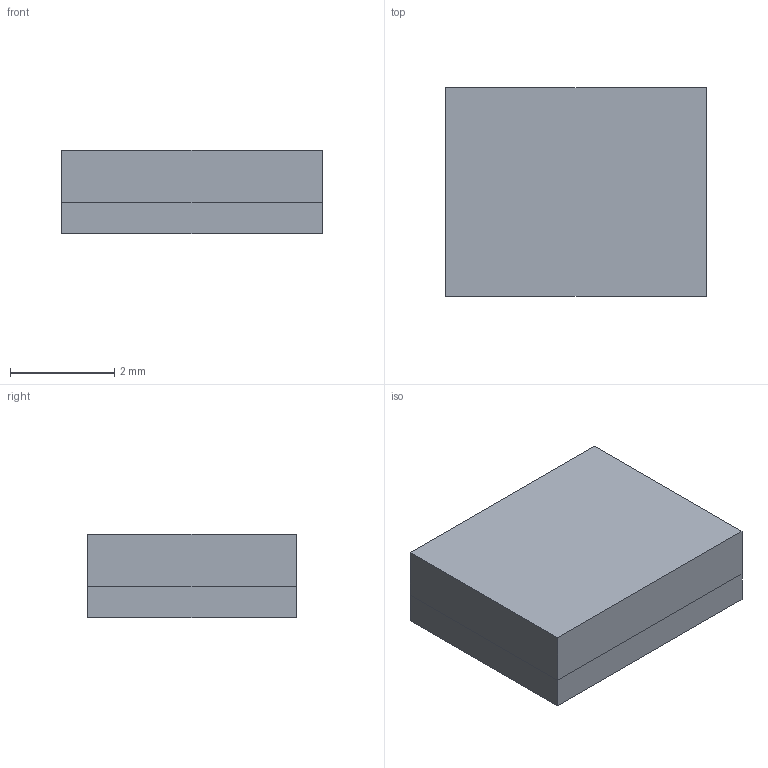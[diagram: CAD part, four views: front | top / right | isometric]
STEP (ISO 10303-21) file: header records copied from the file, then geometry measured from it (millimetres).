
FILE_DESCRIPTION (( 'STEP AP214' ), '1' );
FILE_NAME ('LGA8 4x5x1,6 (0,5).STEP', '2025-05-23T12:18:44', ( '' ), ( '' ), 'SwSTEP 2.0', 'SolidWorks 2019', '' );
FILE_SCHEMA (( 'AUTOMOTIVE_DESIGN' ));
Length unit declared in the file: millimetre
Products named in the file (1): LGA8 4x5x1,6 (0,5)
Bounding box: 5 x 4 x 1.6 mm (x, y, z)
Volume: 32 mm3; surface area: 171 mm2
Topology: 26 solids, 26 shells, 2791 faces, 7378 edges, 4914 vertices
Faces by surface type: plane 2657, cylinder 134
Entity records: 85020 total; most frequent: CARTESIAN_POINT 15084, ORIENTED_EDGE 14756, DIRECTION 13230, EDGE_CURVE 7378, LINE 7110, VECTOR 7110, VERTEX_POINT 4914, EDGE_LOOP 3066
